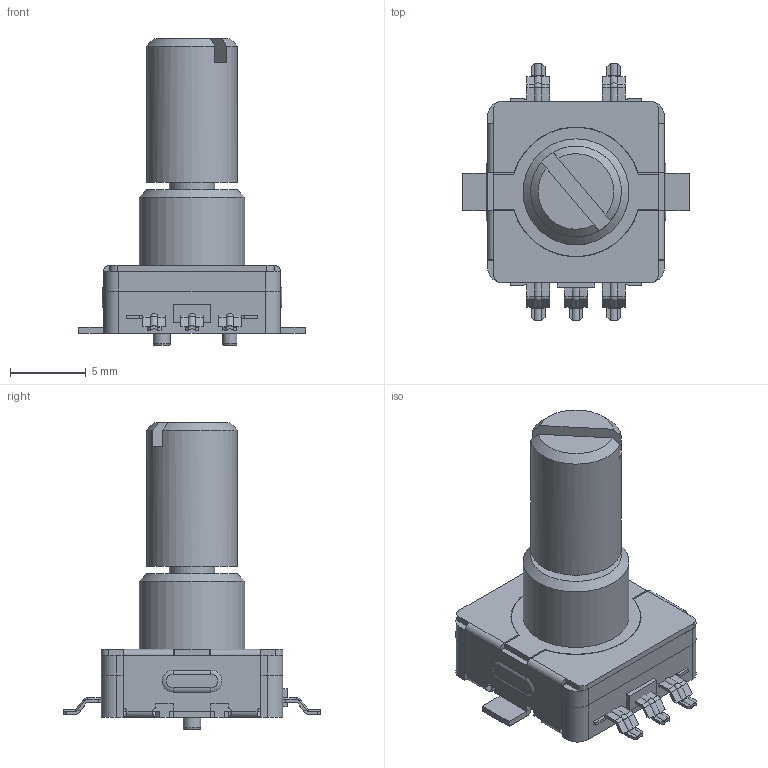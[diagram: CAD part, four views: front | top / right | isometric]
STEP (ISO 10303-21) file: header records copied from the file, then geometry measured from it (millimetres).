
FILE_DESCRIPTION(('STEP AP214'), '1');
FILE_NAME('EC11-SMD', '', ('UNSPECIFIED'), ('UNSPECIFIED'), 'ASCON STEP Converter 1.6', 'ASCON Math Kernel', '');
FILE_SCHEMA(('AUTOMOTIVE_DESIGN { 1 0 10303 214 3 1 1}'));
Length unit declared in the file: millimetre
Products named in the file (4): ?C11-SMD-15R; Lb5; 15R; EC11-Housing-SMD
Assembly tree (3 placements, depth 2):
  ?C11-SMD-15R
    Lb5
    15R
    EC11-Housing-SMD
Bounding box: 15 x 17 x 20.3 mm (x, y, z)
Volume: 1078.9 mm3; surface area: 1650.4 mm2
Topology: 9 solids, 9 shells, 471 faces, 1176 edges, 720 vertices
Faces by surface type: plane 293, cylinder 132, torus 35, bspline 8, cone 3
Full cylindrical faces by diameter (mm): 0.95 x1, 1.15 x1, 3 x2, 6 x1, 7 x1
Entity records: 18296 total; most frequent: CARTESIAN_POINT 3016, DIRECTION 2370, ORIENTED_EDGE 2314, EDGE_CURVE 1157, LINE 838, VECTOR 838, AXIS2_PLACEMENT_3D 766, VERTEX_POINT 720
